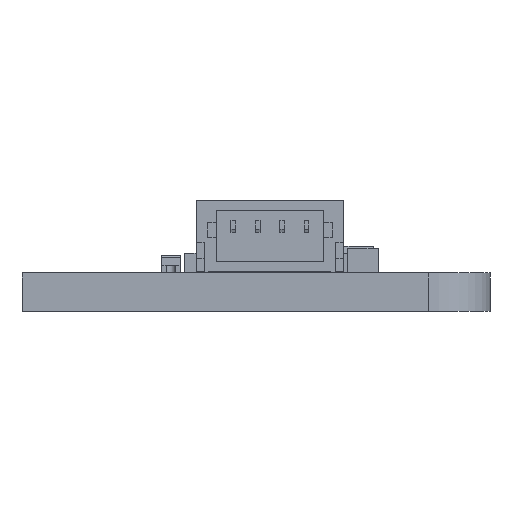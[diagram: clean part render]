
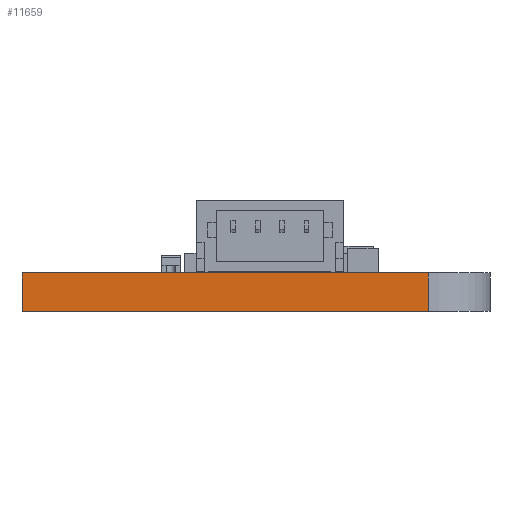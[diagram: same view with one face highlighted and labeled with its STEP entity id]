
A CAD part, left-side view. The second image highlights one B-rep face of the part: STEP entity #11659.
In plain terms, the highlighted planar face has unit normal (-1, 0, 0).
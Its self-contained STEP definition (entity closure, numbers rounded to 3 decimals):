
#237=PLANE('',#12512);
#798=FACE_OUTER_BOUND('',#1433,.T.);
#1433=EDGE_LOOP('',(#8027,#8028,#8029,#8030));
#2156=LINE('',#16722,#3563);
#2157=LINE('',#16725,#3564);
#2158=LINE('',#16727,#3565);
#2159=LINE('',#16728,#3566);
#3563=VECTOR('',#13574,10.);
#3564=VECTOR('',#13577,10.);
#3565=VECTOR('',#13578,10.);
#3566=VECTOR('',#13579,10.);
#5232=VERTEX_POINT('',#16718);
#5233=VERTEX_POINT('',#16720);
#5234=VERTEX_POINT('',#16724);
#5235=VERTEX_POINT('',#16726);
#6348=EDGE_CURVE('',#5232,#5233,#2156,.T.);
#6349=EDGE_CURVE('',#5234,#5232,#2157,.T.);
#6350=EDGE_CURVE('',#5235,#5233,#2158,.T.);
#6351=EDGE_CURVE('',#5234,#5235,#2159,.T.);
#8027=ORIENTED_EDGE('',*,*,#6349,.T.);
#8028=ORIENTED_EDGE('',*,*,#6348,.T.);
#8029=ORIENTED_EDGE('',*,*,#6350,.F.);
#8030=ORIENTED_EDGE('',*,*,#6351,.F.);
#11659=ADVANCED_FACE('',(#798),#237,.T.);
#12512=AXIS2_PLACEMENT_3D('',#16723,#13575,#13576);
#13574=DIRECTION('',(0.,0.,1.));
#13575=DIRECTION('center_axis',(-1.,0.,0.));
#13576=DIRECTION('ref_axis',(0.,-1.,0.));
#13577=DIRECTION('',(0.,-1.,0.));
#13578=DIRECTION('',(0.,-1.,0.));
#13579=DIRECTION('',(0.,0.,1.));
#16718=CARTESIAN_POINT('',(0.,2.413,0.));
#16720=CARTESIAN_POINT('',(0.,2.413,1.57));
#16722=CARTESIAN_POINT('',(0.,2.413,0.));
#16723=CARTESIAN_POINT('Origin',(0.,19.05,0.));
#16724=CARTESIAN_POINT('',(0.,19.05,0.));
#16725=CARTESIAN_POINT('',(0.,19.05,0.));
#16726=CARTESIAN_POINT('',(0.,19.05,1.57));
#16727=CARTESIAN_POINT('',(0.,19.05,1.57));
#16728=CARTESIAN_POINT('',(0.,19.05,0.));
